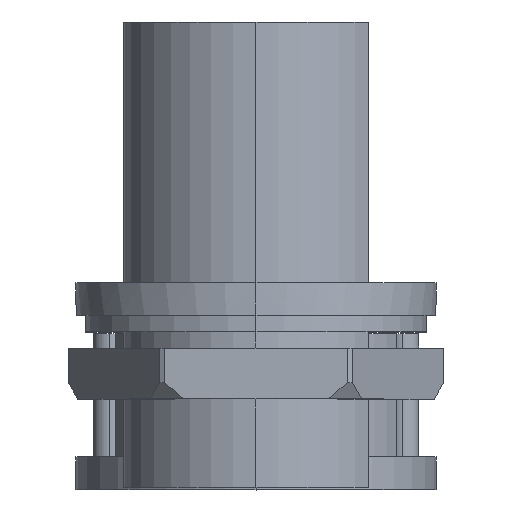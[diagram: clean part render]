
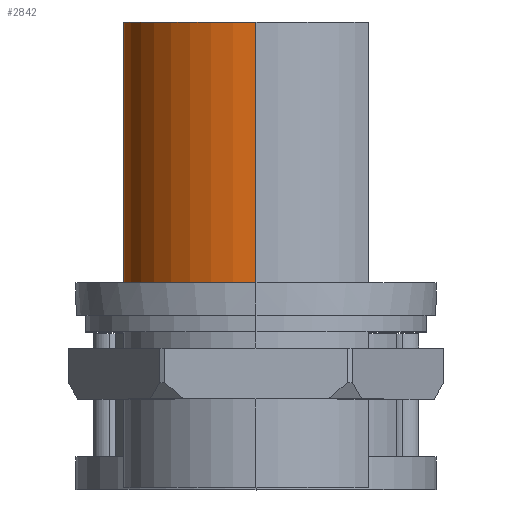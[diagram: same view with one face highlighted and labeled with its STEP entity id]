
A CAD part, top view. The second image highlights one B-rep face of the part: STEP entity #2842.
In plain terms, the highlighted cylindrical face has radius 10.287 mm (diameter 20.574 mm), a partial arc.
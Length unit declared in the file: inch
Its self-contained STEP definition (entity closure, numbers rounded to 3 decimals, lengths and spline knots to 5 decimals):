
#90 = ORIENTED_EDGE ( 'NONE', *, *, #917, .T. ) ;
#170 = ORIENTED_EDGE ( 'NONE', *, *, #2553, .F. ) ;
#202 = CARTESIAN_POINT ( 'NONE',  ( 0., 1.42, -0.405 ) ) ;
#241 = CARTESIAN_POINT ( 'NONE',  ( 0., 0.625, 0. ) ) ;
#279 = CARTESIAN_POINT ( 'NONE',  ( 0., 1.42, 0.405 ) ) ;
#379 = VERTEX_POINT ( 'NONE', #455 ) ;
#382 = VERTEX_POINT ( 'NONE', #2733 ) ;
#455 = CARTESIAN_POINT ( 'NONE',  ( 0., 0.625, -0.405 ) ) ;
#472 = CARTESIAN_POINT ( 'NONE',  ( 0., 1.42, 0. ) ) ;
#566 = VECTOR ( 'NONE', #2640, 39.37008 ) ;
#658 = CIRCLE ( 'NONE', #2418, 0.405 ) ;
#707 = CARTESIAN_POINT ( 'NONE',  ( 0., 0.625, 0.405 ) ) ;
#885 = VECTOR ( 'NONE', #1036, 39.37008 ) ;
#890 = DIRECTION ( 'NONE',  ( 0., -1., 0. ) ) ;
#904 = ORIENTED_EDGE ( 'NONE', *, *, #1603, .F. ) ;
#917 = EDGE_CURVE ( 'NONE', #2451, #379, #1961, .T. ) ;
#1036 = DIRECTION ( 'NONE',  ( 0., -1., 0. ) ) ;
#1356 = AXIS2_PLACEMENT_3D ( 'NONE', #2427, #890, #1888 ) ;
#1413 = CYLINDRICAL_SURFACE ( 'NONE', #1356, 0.405 ) ;
#1455 = CARTESIAN_POINT ( 'NONE',  ( 0., 1.42, -0.405 ) ) ;
#1457 = DIRECTION ( 'NONE',  ( 0., -1., 0. ) ) ;
#1482 = DIRECTION ( 'NONE',  ( 0., 1., 0. ) ) ;
#1603 = EDGE_CURVE ( 'NONE', #2571, #379, #658, .T. ) ;
#1709 = DIRECTION ( 'NONE',  ( 0., 0., 1. ) ) ;
#1785 = EDGE_CURVE ( 'NONE', #382, #2571, #2919, .T. ) ;
#1888 = DIRECTION ( 'NONE',  ( 0., 0., -1. ) ) ;
#1961 = LINE ( 'NONE', #202, #566 ) ;
#2128 = ORIENTED_EDGE ( 'NONE', *, *, #1785, .F. ) ;
#2194 = DIRECTION ( 'NONE',  ( 0., 0., 1. ) ) ;
#2326 = EDGE_LOOP ( 'NONE', ( #2128, #170, #90, #904 ) ) ;
#2418 = AXIS2_PLACEMENT_3D ( 'NONE', #241, #1457, #1709 ) ;
#2427 = CARTESIAN_POINT ( 'NONE',  ( 0., 1.42, 0. ) ) ;
#2451 = VERTEX_POINT ( 'NONE', #1455 ) ;
#2553 = EDGE_CURVE ( 'NONE', #2451, #382, #3066, .T. ) ;
#2571 = VERTEX_POINT ( 'NONE', #707 ) ;
#2623 = AXIS2_PLACEMENT_3D ( 'NONE', #472, #1482, #2194 ) ;
#2640 = DIRECTION ( 'NONE',  ( 0., -1., 0. ) ) ;
#2733 = CARTESIAN_POINT ( 'NONE',  ( 0., 1.42, 0.405 ) ) ;
#2842 = ADVANCED_FACE ( 'NONE', ( #2908 ), #1413, .T. ) ;
#2908 = FACE_OUTER_BOUND ( 'NONE', #2326, .T. ) ;
#2919 = LINE ( 'NONE', #279, #885 ) ;
#3066 = CIRCLE ( 'NONE', #2623, 0.405 ) ;
